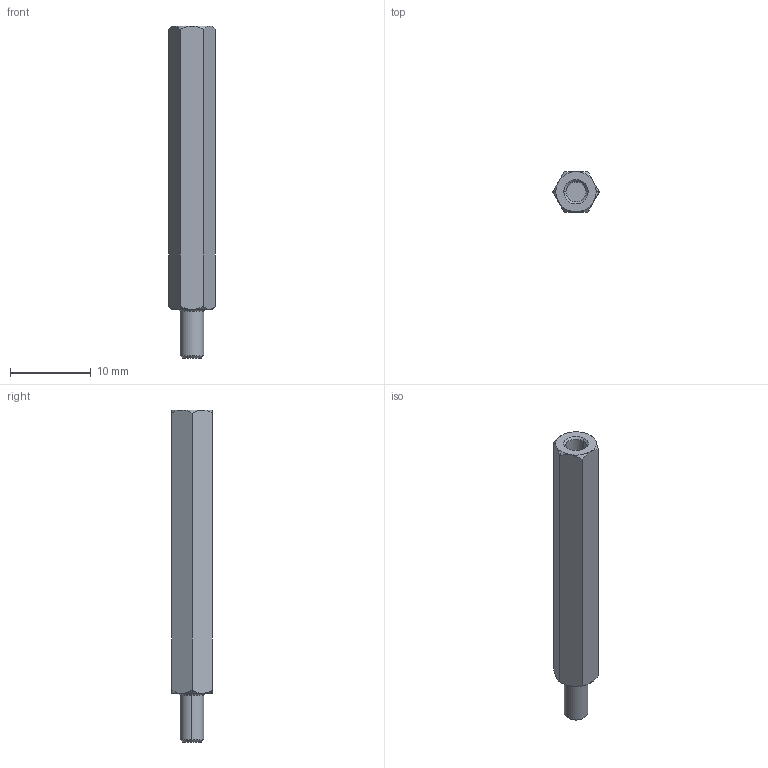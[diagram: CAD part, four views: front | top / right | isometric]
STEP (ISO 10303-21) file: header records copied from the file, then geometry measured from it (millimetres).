
FILE_DESCRIPTION (( 'STEP AP203' ), '1' );
FILE_NAME ('M3_M_TO_F_STANDOFF_35mm_sldprt.STEP', '2025-04-23T09:07:23', ( '' ), ( '' ), 'SwSTEP 2.0', 'SolidWorks 2024', '' );
FILE_SCHEMA (( 'CONFIG_CONTROL_DESIGN' ));
Length unit declared in the file: millimetre
Products named in the file (1): M3_M_TO_F_STANDOFF_35mm_sldprt
Bounding box: 5.77 x 5 x 41 mm (x, y, z)
Volume: 634.7 mm3; surface area: 956.4 mm2
Topology: 1 solids, 1 shells, 24 faces, 50 edges, 30 vertices
Faces by surface type: cone 10, plane 10, cylinder 4
Entity records: 817 total; most frequent: CARTESIAN_POINT 237, DIRECTION 106, ORIENTED_EDGE 100, EDGE_CURVE 50, AXIS2_PLACEMENT_3D 43, VERTEX_POINT 30, EDGE_LOOP 26, ADVANCED_FACE 24
